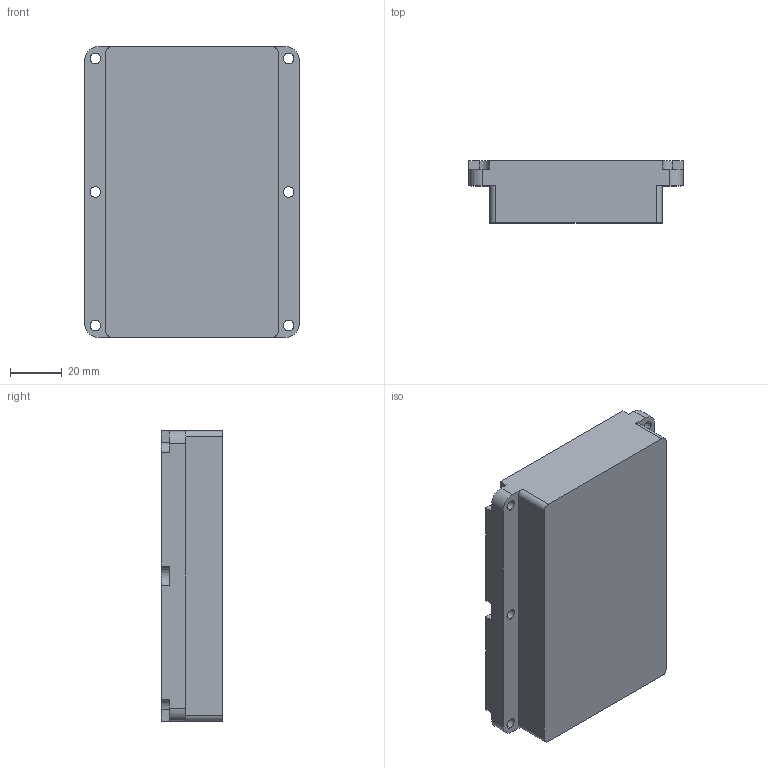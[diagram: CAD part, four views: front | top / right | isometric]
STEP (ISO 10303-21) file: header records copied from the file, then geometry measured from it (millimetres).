
FILE_DESCRIPTION (( 'STEP AP214' ), '1' );
FILE_NAME ('1006315G.stp', '2019-08-25T19:16:43', ( '' ), ( '' ), 'SwSTEP 2.0', 'SolidWorks 2019', '' );
FILE_SCHEMA (( 'AUTOMOTIVE_DESIGN' ));
Length unit declared in the file: inch
Products named in the file (1): 1006315G
Bounding box: 82.8 x 23.88 x 112.27 mm (x, y, z)
Volume: 184774.5 mm3; surface area: 28748.9 mm2
Topology: 1 solids, 1 shells, 81 faces, 228 edges, 152 vertices
Faces by surface type: plane 45, cylinder 36
Entity records: 2698 total; most frequent: DIRECTION 464, CARTESIAN_POINT 462, ORIENTED_EDGE 456, EDGE_CURVE 228, LINE 156, VECTOR 156, AXIS2_PLACEMENT_3D 154, VERTEX_POINT 152
